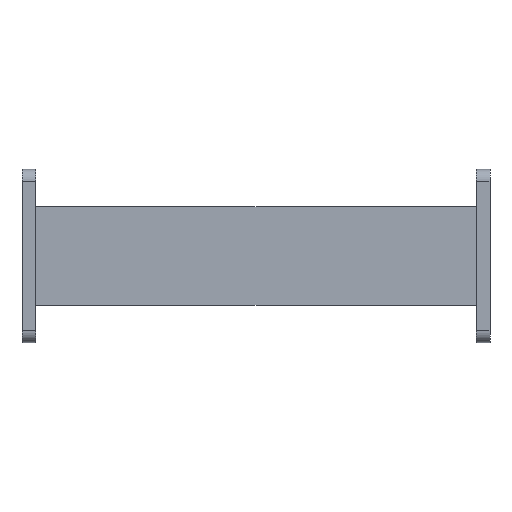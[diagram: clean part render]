
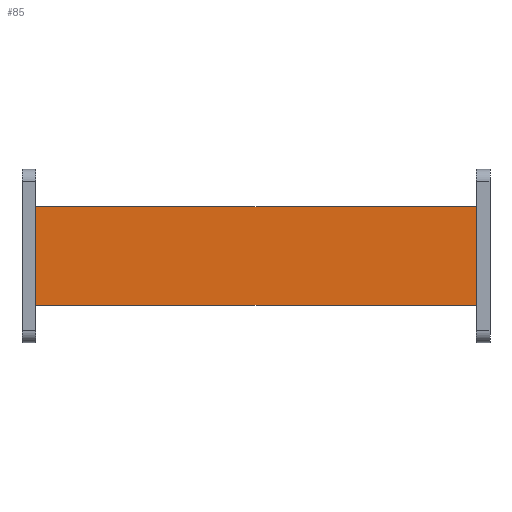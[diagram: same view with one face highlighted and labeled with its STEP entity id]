
A CAD part, front view. The second image highlights one B-rep face of the part: STEP entity #85.
In plain terms, the highlighted planar face has unit normal (0, -1, 0).
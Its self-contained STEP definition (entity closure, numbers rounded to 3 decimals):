
#85 = ADVANCED_FACE ( 'NONE', ( #1558 ), #1415, .T. ) ;
#124 = VECTOR ( 'NONE', #1248, 1000. ) ;
#214 = ORIENTED_EDGE ( 'NONE', *, *, #1198, .F. ) ;
#244 = EDGE_CURVE ( 'NONE', #2065, #1755, #313, .T. ) ;
#283 = CARTESIAN_POINT ( 'NONE',  ( -120.002, -12.675, 25.374 ) ) ;
#313 = LINE ( 'NONE', #1092, #625 ) ;
#477 = VECTOR ( 'NONE', #1547, 1000. ) ;
#489 = VERTEX_POINT ( 'NONE', #1418 ) ;
#587 = EDGE_LOOP ( 'NONE', ( #214, #1235, #1410, #1439 ) ) ;
#625 = VECTOR ( 'NONE', #1545, 1000. ) ;
#713 = CARTESIAN_POINT ( 'NONE',  ( -113., -12.675, 25.374 ) ) ;
#731 = LINE ( 'NONE', #283, #477 ) ;
#745 = CARTESIAN_POINT ( 'NONE',  ( -120.002, -12.675, 25.374 ) ) ;
#943 = LINE ( 'NONE', #1712, #124 ) ;
#1045 = DIRECTION ( 'NONE',  ( 0., 0., 1. ) ) ;
#1092 = CARTESIAN_POINT ( 'NONE',  ( -120.002, -12.675, -25.374 ) ) ;
#1158 = EDGE_CURVE ( 'NONE', #489, #1815, #731, .T. ) ;
#1198 = EDGE_CURVE ( 'NONE', #2065, #489, #1839, .T. ) ;
#1235 = ORIENTED_EDGE ( 'NONE', *, *, #244, .T. ) ;
#1240 = CARTESIAN_POINT ( 'NONE',  ( -113., -12.675, -25.374 ) ) ;
#1248 = DIRECTION ( 'NONE',  ( 0., 0., 1. ) ) ;
#1377 = VECTOR ( 'NONE', #1045, 1000. ) ;
#1410 = ORIENTED_EDGE ( 'NONE', *, *, #2002, .T. ) ;
#1415 = PLANE ( 'NONE',  #1430 ) ;
#1418 = CARTESIAN_POINT ( 'NONE',  ( -113., -12.675, 25.374 ) ) ;
#1430 = AXIS2_PLACEMENT_3D ( 'NONE', #745, #1689, #2045 ) ;
#1439 = ORIENTED_EDGE ( 'NONE', *, *, #1158, .F. ) ;
#1462 = CARTESIAN_POINT ( 'NONE',  ( 113., -12.675, 25.375 ) ) ;
#1545 = DIRECTION ( 'NONE',  ( 1., 0., 0. ) ) ;
#1547 = DIRECTION ( 'NONE',  ( 1., 0., 0. ) ) ;
#1558 = FACE_OUTER_BOUND ( 'NONE', #587, .T. ) ;
#1689 = DIRECTION ( 'NONE',  ( 0., -1., 0. ) ) ;
#1712 = CARTESIAN_POINT ( 'NONE',  ( 113., -12.675, 25.374 ) ) ;
#1755 = VERTEX_POINT ( 'NONE', #1944 ) ;
#1815 = VERTEX_POINT ( 'NONE', #1462 ) ;
#1839 = LINE ( 'NONE', #713, #1377 ) ;
#1944 = CARTESIAN_POINT ( 'NONE',  ( 113., -12.675, -25.374 ) ) ;
#2002 = EDGE_CURVE ( 'NONE', #1755, #1815, #943, .T. ) ;
#2045 = DIRECTION ( 'NONE',  ( 0., 0., -1. ) ) ;
#2065 = VERTEX_POINT ( 'NONE', #1240 ) ;
